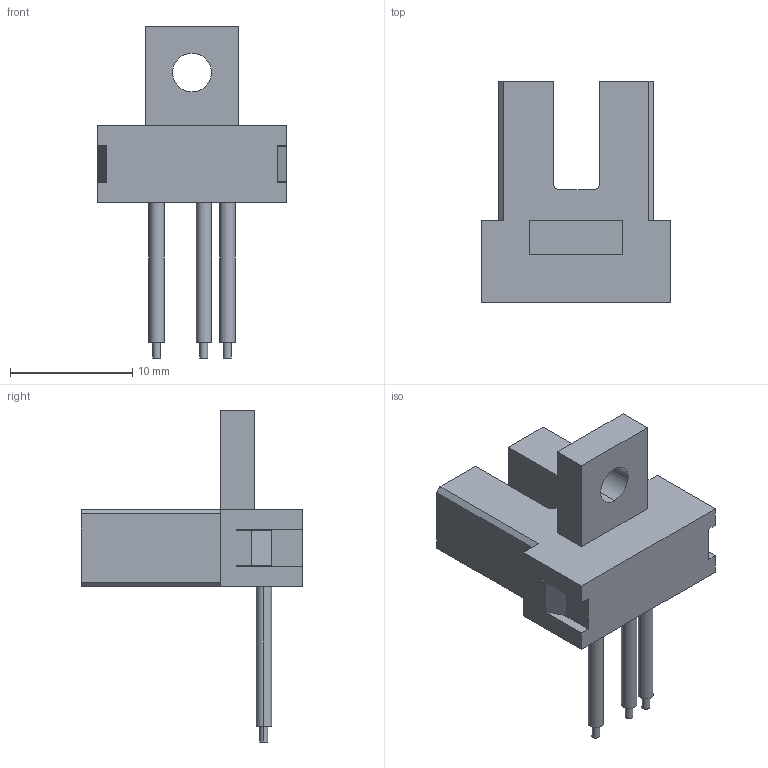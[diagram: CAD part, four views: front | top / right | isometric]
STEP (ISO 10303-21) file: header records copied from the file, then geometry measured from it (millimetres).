
FILE_DESCRIPTION (( 'STEP AP203' ), '1' );
FILE_NAME ('OPB857Z.STEP', '2014-04-29T14:29:17', ( 'optek' ), ( '' ), 'SwSTEP 2.0', 'SolidWorks 2013', '' );
FILE_SCHEMA (( 'CONFIG_CONTROL_DESIGN' ));
Length unit declared in the file: inch
Products named in the file (1): OPB857Z
Bounding box: 15.49 x 18.16 x 27.18 mm (x, y, z)
Volume: 1546.4 mm3; surface area: 1319 mm2
Topology: 1 solids, 1 shells, 73 faces, 180 edges, 120 vertices
Faces by surface type: plane 49, cylinder 24
Entity records: 2245 total; most frequent: DIRECTION 376, CARTESIAN_POINT 374, ORIENTED_EDGE 360, EDGE_CURVE 180, VECTOR 132, LINE 132, AXIS2_PLACEMENT_3D 122, VERTEX_POINT 120
